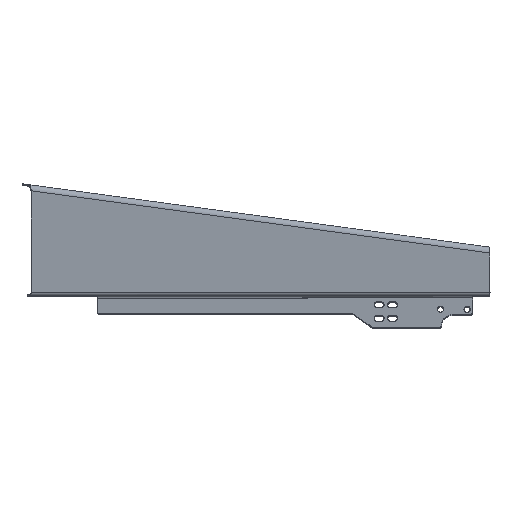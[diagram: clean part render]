
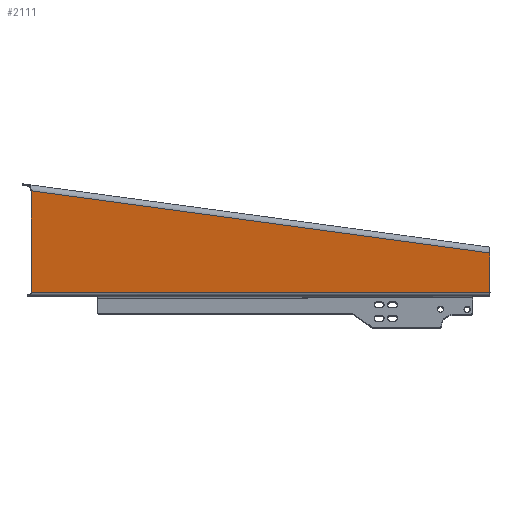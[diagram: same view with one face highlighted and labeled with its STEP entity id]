
A CAD part, top view. The second image highlights one B-rep face of the part: STEP entity #2111.
In plain terms, the highlighted planar face has unit normal (-0.19, 0, 0.982).
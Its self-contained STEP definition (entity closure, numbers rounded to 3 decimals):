
#1791=CARTESIAN_POINT('POINT108',(0.,
   7.5,561.));
#1792=VERTEX_POINT('VERTEX108',#1791);
#1884=CARTESIAN_POINT('POINT109',(-1013.,
   7.5,365.5));
#1885=VERTEX_POINT('VERTEX109',#1884);
#2001=CARTESIAN_POINT('POS199',(0.,
   7.5,561.));
#2002=DIRECTION('DIR296',(-0.982,0.,
   -0.189));
#2003=VECTOR('VEC102',#2002,1.);
#2004=LINE('STRAIGHT102',#2001,#2003);
#2005=EDGE_CURVE('EDGE171',#1792,#1885,#2004,.T.);
#2026=CARTESIAN_POINT('POINT112',(0.,
   94.264,561.));
#2027=VERTEX_POINT('VERTEX112',#2026);
#2033=CARTESIAN_POINT('POS202',(0.,
   129.613,561.));
#2034=DIRECTION('DIR300',(0.,1.,
   0.));
#2035=VECTOR('VEC104',#2034,1.);
#2036=LINE('STRAIGHT104',#2033,#2035);
#2037=EDGE_CURVE('EDGE174',#2027,#1792,#2036,.F.);
#2047=CARTESIAN_POINT('POINT113',(-1013.,
   231.847,365.5));
#2048=VERTEX_POINT('VERTEX113',#2047);
#2064=CARTESIAN_POINT('POS206',(-1013.,
   164.009,365.5));
#2065=DIRECTION('DIR305',(0.,-1.,
   0.));
#2066=VECTOR('VEC107',#2065,1.);
#2067=LINE('STRAIGHT107',#2064,#2066);
#2068=EDGE_CURVE('EDGE177',#1885,#2048,#2067,.F.);
#2095=CARTESIAN_POINT('POS210',(-1021.029,
   232.938,363.95));
#2096=DIRECTION('DIR311',(-0.973,0.132,
   -0.188));
#2097=VECTOR('VEC109',#2096,1.);
#2098=LINE('STRAIGHT109',#2095,#2097);
#2099=EDGE_CURVE('EDGE179',#2048,#2027,#2098,.F.);
#2100=ORIENTED_EDGE('COEDGE351',*,*,#2099,.F.);
#2101=ORIENTED_EDGE('COEDGE352',*,*,#2068,.F.);
#2102=ORIENTED_EDGE('COEDGE353',*,*,#2005,.F.);
#2103=ORIENTED_EDGE('COEDGE354',*,*,#2037,.F.);
#2104=EDGE_LOOP('NONE',(#2100,#2101,#2102,#2103));
#2105=FACE_BOUND('LOOP1',#2104,.T.);
#2106=CARTESIAN_POINT('POS211',(-772.311,212.094,
   411.951));
#2107=DIRECTION('DIR312',(0.189,0.,
   -0.982));
#2108=DIRECTION('DIR313',(0.982,0.,
   0.189));
#2109=AXIS2_PLACEMENT_3D('AXIS102',#2106,#2107,#2108);
#2110=PLANE('PLANE31',#2109);
#2111=ADVANCED_FACE('FACE66',(#2105),#2110,.F.);
